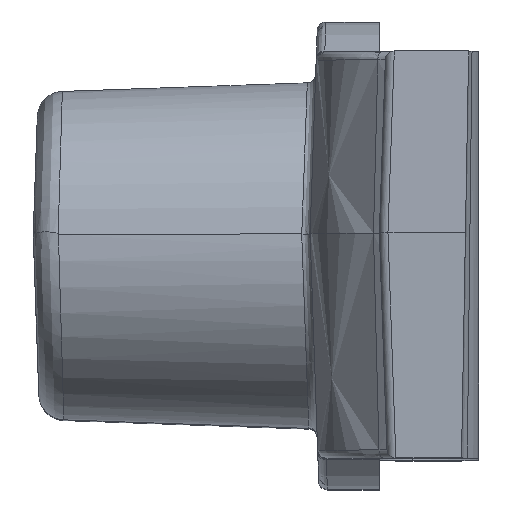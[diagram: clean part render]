
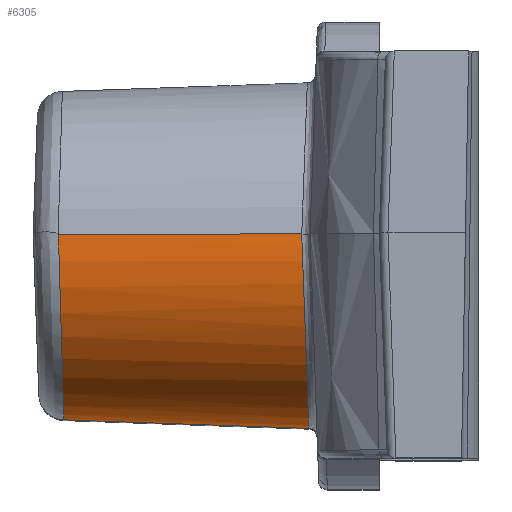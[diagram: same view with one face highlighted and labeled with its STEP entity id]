
A CAD part, top view. The second image highlights one B-rep face of the part: STEP entity #6305.
In plain terms, the highlighted free-form (B-spline) face has degree [1, 3] with [2, 10] control points.
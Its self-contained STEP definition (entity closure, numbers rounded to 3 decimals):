
#13 = CARTESIAN_POINT ( 'NONE',  ( -33.378, -3.06, 13.222 ) ) ;
#249 = CARTESIAN_POINT ( 'NONE',  ( -31.156, -2.003, 13.462 ) ) ;
#253 = CARTESIAN_POINT ( 'NONE',  ( -30.327, -4.253, 11.5 ) ) ;
#257 = EDGE_CURVE ( 'NONE', #4978, #2990, #1688, .T. ) ;
#282 = CARTESIAN_POINT ( 'NONE',  ( -33.409, -2.013, 13.384 ) ) ;
#327 = EDGE_LOOP ( 'NONE', ( #5918, #578, #2649, #5852 ) ) ;
#334 = EDGE_CURVE ( 'NONE', #2990, #2009, #989, .T. ) ;
#347 = CARTESIAN_POINT ( 'NONE',  ( -34.434, -2.017, 13.348 ) ) ;
#405 = CARTESIAN_POINT ( 'NONE',  ( -30.517, -4.186, 12.065 ) ) ;
#578 = ORIENTED_EDGE ( 'NONE', *, *, #675, .T. ) ;
#603 = CARTESIAN_POINT ( 'NONE',  ( -30.597, -2., 13.481 ) ) ;
#617 = CARTESIAN_POINT ( 'NONE',  ( -33.354, -3.857, 12.519 ) ) ;
#646 = CARTESIAN_POINT ( 'NONE',  ( -30.597, -2., 13.481 ) ) ;
#675 = EDGE_CURVE ( 'NONE', #4413, #4978, #4934, .T. ) ;
#764 = CARTESIAN_POINT ( 'NONE',  ( -32.652, -2.009, 13.41 ) ) ;
#920 = DIRECTION ( 'NONE',  ( 0.999, -0.035, 0. ) ) ;
#989 = B_SPLINE_CURVE_WITH_KNOTS ( 'NONE', 3,
 ( #6030, #5998, #4979, #1992, #1013, #3442, #13, #5479, #2958, #3975, #2054, #617, #1046, #5576, #5043, #4544, #5011, #2504 ),
 .UNSPECIFIED., .F., .F.,
 ( 4, 2, 2, 2, 2, 2, 2, 2, 4 ),
 ( 0., 0., 0.001, 0.001, 0.002, 0.002, 0.002, 0.003, 0.003 ),
 .UNSPECIFIED. ) ;
#1013 = CARTESIAN_POINT ( 'NONE',  ( -33.389, -2.681, 13.354 ) ) ;
#1046 = CARTESIAN_POINT ( 'NONE',  ( -33.352, -3.924, 12.404 ) ) ;
#1081 = CARTESIAN_POINT ( 'NONE',  ( -30.329, -4.192, 12.066 ) ) ;
#1089 = CARTESIAN_POINT ( 'NONE',  ( -33.346, -4.148, 11.5 ) ) ;
#1385 = VECTOR ( 'NONE', #920, 1000. ) ;
#1652 = CARTESIAN_POINT ( 'NONE',  ( -30.561, -2.975, 13.366 ) ) ;
#1686 = CARTESIAN_POINT ( 'NONE',  ( -30.523, -4.012, 12.45 ) ) ;
#1688 = B_SPLINE_CURVE_WITH_KNOTS ( 'NONE', 3,
 ( #3182, #249, #5257, #2231, #764, #4749, #282 ),
 .UNSPECIFIED., .F., .F.,
 ( 4, 3, 4 ),
 ( 0.017, 0.018, 0.019 ),
 .UNSPECIFIED. ) ;
#1772 = CARTESIAN_POINT ( 'NONE',  ( -34.356, -4.113, 11.5 ) ) ;
#1807 = CARTESIAN_POINT ( 'NONE',  ( -34.366, -3.839, 12.506 ) ) ;
#1992 = CARTESIAN_POINT ( 'NONE',  ( -33.393, -2.547, 13.379 ) ) ;
#2009 = VERTEX_POINT ( 'NONE', #1089 ) ;
#2054 = CARTESIAN_POINT ( 'NONE',  ( -33.359, -3.697, 12.736 ) ) ;
#2231 = CARTESIAN_POINT ( 'NONE',  ( -32.273, -2.008, 13.423 ) ) ;
#2362 = CARTESIAN_POINT ( 'NONE',  ( -34.424, -2.278, 13.381 ) ) ;
#2504 = CARTESIAN_POINT ( 'NONE',  ( -33.346, -4.148, 11.5 ) ) ;
#2649 = ORIENTED_EDGE ( 'NONE', *, *, #257, .T. ) ;
#2688 = CARTESIAN_POINT ( 'NONE',  ( -30.536, -3.677, 12.904 ) ) ;
#2958 = CARTESIAN_POINT ( 'NONE',  ( -33.368, -3.405, 13.012 ) ) ;
#2990 = VERTEX_POINT ( 'NONE', #3424 ) ;
#3061 = CARTESIAN_POINT ( 'NONE',  ( -30.337, -3.959, 12.582 ) ) ;
#3110 = CARTESIAN_POINT ( 'NONE',  ( -30.576, -2.572, 13.491 ) ) ;
#3122 = FACE_OUTER_BOUND ( 'NONE', #327, .T. ) ;
#3170 = CARTESIAN_POINT ( 'NONE',  ( -30.532, -3.773, 12.799 ) ) ;
#3182 = CARTESIAN_POINT ( 'NONE',  ( -30.597, -2., 13.481 ) ) ;
#3344 = CARTESIAN_POINT ( 'NONE',  ( -30.515, -4.247, 11.781 ) ) ;
#3424 = CARTESIAN_POINT ( 'NONE',  ( -33.409, -2.013, 13.384 ) ) ;
#3442 = CARTESIAN_POINT ( 'NONE',  ( -33.381, -2.937, 13.274 ) ) ;
#3602 = CARTESIAN_POINT ( 'NONE',  ( -30.543, -3.467, 13.089 ) ) ;
#3743 = CARTESIAN_POINT ( 'NONE',  ( -30.557, -3.104, 13.31 ) ) ;
#3764 = CARTESIAN_POINT ( 'NONE',  ( -34.372, -3.679, 12.723 ) ) ;
#3855 = CARTESIAN_POINT ( 'NONE',  ( -34.358, -4.056, 12.026 ) ) ;
#3883 = LINE ( 'NONE', #5410, #1385 ) ;
#3975 = CARTESIAN_POINT ( 'NONE',  ( -33.362, -3.605, 12.835 ) ) ;
#4238 = CARTESIAN_POINT ( 'NONE',  ( -30.327, -4.253, 11.783 ) ) ;
#4272 = CARTESIAN_POINT ( 'NONE',  ( -30.367, -3.11, 13.331 ) ) ;
#4413 = VERTEX_POINT ( 'NONE', #5778 ) ;
#4544 = CARTESIAN_POINT ( 'NONE',  ( -33.346, -4.133, 11.768 ) ) ;
#4702 = CARTESIAN_POINT ( 'NONE',  ( -30.587, -2.279, 13.516 ) ) ;
#4749 = CARTESIAN_POINT ( 'NONE',  ( -33.03, -2.011, 13.397 ) ) ;
#4755 = CARTESIAN_POINT ( 'NONE',  ( -30.358, -3.363, 13.19 ) ) ;
#4822 = CARTESIAN_POINT ( 'NONE',  ( -30.386, -2.569, 13.498 ) ) ;
#4880 = CARTESIAN_POINT ( 'NONE',  ( -30.515, -4.247, 11.5 ) ) ;
#4934 = B_SPLINE_CURVE_WITH_KNOTS ( 'NONE', 3,
 ( #4880, #3344, #405, #1686, #6240, #3170, #2688, #3602, #5142, #3743, #1652, #3110, #4702, #646 ),
 .UNSPECIFIED., .F., .F.,
 ( 4, 2, 2, 2, 2, 2, 4 ),
 ( 0., 0.001, 0.001, 0.002, 0.002, 0.003, 0.003 ),
 .UNSPECIFIED. ) ;
#4978 = VERTEX_POINT ( 'NONE', #603 ) ;
#4979 = CARTESIAN_POINT ( 'NONE',  ( -33.401, -2.281, 13.403 ) ) ;
#5011 = CARTESIAN_POINT ( 'NONE',  ( -33.346, -4.148, 11.635 ) ) ;
#5043 = CARTESIAN_POINT ( 'NONE',  ( -33.348, -4.077, 12.03 ) ) ;
#5089 = CARTESIAN_POINT ( 'NONE',  ( -30.343, -3.787, 12.815 ) ) ;
#5142 = CARTESIAN_POINT ( 'NONE',  ( -30.547, -3.351, 13.172 ) ) ;
#5257 = CARTESIAN_POINT ( 'NONE',  ( -31.714, -2.005, 13.442 ) ) ;
#5263 = CARTESIAN_POINT ( 'NONE',  ( -34.396, -3.05, 13.203 ) ) ;
#5410 = CARTESIAN_POINT ( 'NONE',  ( -30.421, -4.25, 11.5 ) ) ;
#5479 = CARTESIAN_POINT ( 'NONE',  ( -33.371, -3.294, 13.09 ) ) ;
#5576 = CARTESIAN_POINT ( 'NONE',  ( -33.349, -4.035, 12.16 ) ) ;
#5752 = CARTESIAN_POINT ( 'NONE',  ( -34.387, -3.284, 13.071 ) ) ;
#5778 = CARTESIAN_POINT ( 'NONE',  ( -30.515, -4.247, 11.5 ) ) ;
#5783 = CARTESIAN_POINT ( 'NONE',  ( -34.414, -2.546, 13.358 ) ) ;
#5838 = CARTESIAN_POINT ( 'NONE',  ( -34.356, -4.113, 11.763 ) ) ;
#5848 = EDGE_CURVE ( 'NONE', #2009, #4413, #3883, .T. ) ;
#5852 = ORIENTED_EDGE ( 'NONE', *, *, #334, .T. ) ;
#5918 = ORIENTED_EDGE ( 'NONE', *, *, #5848, .T. ) ;
#5998 = CARTESIAN_POINT ( 'NONE',  ( -33.405, -2.147, 13.4 ) ) ;
#6030 = CARTESIAN_POINT ( 'NONE',  ( -33.409, -2.013, 13.384 ) ) ;
#6240 = CARTESIAN_POINT ( 'NONE',  ( -30.526, -3.941, 12.571 ) ) ;
#6285 = CARTESIAN_POINT ( 'NONE',  ( -30.406, -2., 13.488 ) ) ;
#6305 = ADVANCED_FACE ( 'NONE', ( #3122 ), #6388, .F. ) ;
#6316 = CARTESIAN_POINT ( 'NONE',  ( -30.396, -2.281, 13.523 ) ) ;
#6388 = B_SPLINE_SURFACE_WITH_KNOTS ( 'NONE', 1, 3, ( 
 ( #253, #4238, #1081, #3061, #5089, #4755, #4272, #4822, #6316, #6285 ),
 ( #1772, #5838, #3855, #1807, #3764, #5752, #5263, #5783, #2362, #347 ) ),
 .UNSPECIFIED., .F., .F., .F.,
 ( 2, 2 ),
 ( 4, 2, 2, 2, 4 ),
 ( 0., 1. ),
 ( 0., 0.424, 0.848, 1.272, 1.696 ),
 .UNSPECIFIED. ) ;
